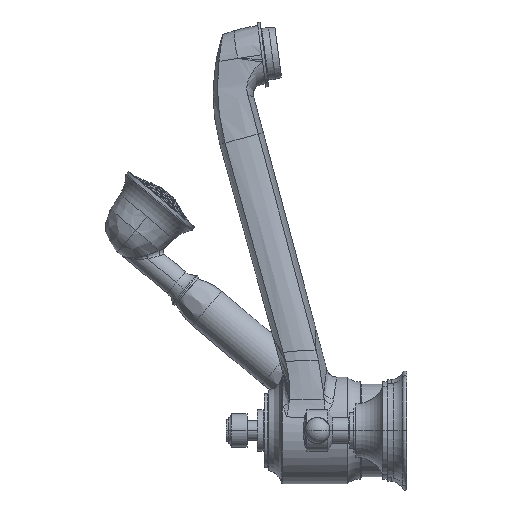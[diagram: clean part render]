
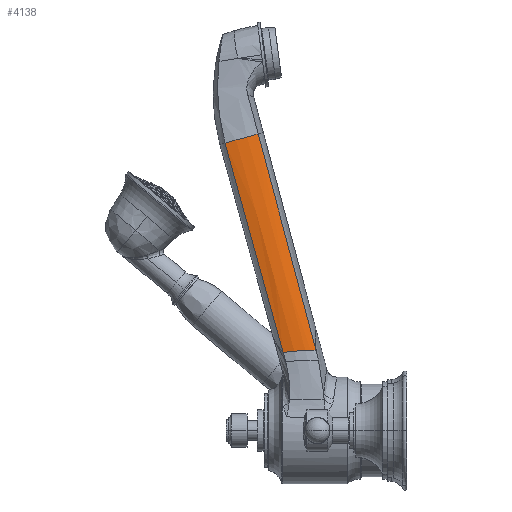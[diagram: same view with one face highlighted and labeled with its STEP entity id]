
A CAD part, left-side view. The second image highlights one B-rep face of the part: STEP entity #4138.
In plain terms, the highlighted free-form (B-spline) face has degree [3, 3] with [4, 4] control points.
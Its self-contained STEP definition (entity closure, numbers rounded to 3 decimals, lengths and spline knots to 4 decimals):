
#1073=CARTESIAN_POINT('',(-1.1034,2.1757,1.9241));
#1075=CARTESIAN_POINT('',(-1.1019,2.9647,1.8719));
#1076=CARTESIAN_POINT('',(-1.1691,2.6995,1.9049));
#1077=CARTESIAN_POINT('',(-1.1691,2.4262,1.9256));
#1078=CARTESIAN_POINT('',(-1.1034,2.1757,1.9241));
#1104=CARTESIAN_POINT('',(-1.1034,2.1757,1.9241));
#1105=CARTESIAN_POINT('',(-0.9858,2.6399,
3.6564));
#1106=CARTESIAN_POINT('',(-0.8781,3.1107,
5.4135));
#1107=CARTESIAN_POINT('',(-0.7849,3.5642,
7.1059));
#1109=CARTESIAN_POINT('',(-0.7916,4.3554,
6.8865));
#1110=CARTESIAN_POINT('',(-0.8353,4.0938,
6.9591));
#1111=CARTESIAN_POINT('',(-0.833,3.8251,
7.0336));
#1112=CARTESIAN_POINT('',(-0.7849,3.5642,
7.1059));
#1128=DIRECTION('',(0.06,0.267,0.962));
#1129=VECTOR('',#1128,5.2131);
#1130=CARTESIAN_POINT('',(-1.1019,2.9647,1.8719));
#1131=LINE('',#1130,#1129);
#1981=CARTESIAN_POINT('',(-1.1019,2.9647,1.8719));
#1983=VERTEX_POINT('',#1981);
#1984=CARTESIAN_POINT('',(-0.7916,4.3554,
6.8865));
#1985=VERTEX_POINT('',#1984);
#1996=VERTEX_POINT('',#1073);
#1997=VERTEX_POINT('',#1107);
#4113=CARTESIAN_POINT('',(-1.1019,2.9647,1.8719));
#4114=CARTESIAN_POINT('',(-1.1691,2.6995,1.9049));
#4115=CARTESIAN_POINT('',(-1.1691,2.4262,1.9256));
#4116=CARTESIAN_POINT('',(-1.1034,2.1757,1.9241));
#4117=CARTESIAN_POINT('',(-0.9989,3.4268,
3.5379));
#4118=CARTESIAN_POINT('',(-1.1155,3.1611,3.603));
#4119=CARTESIAN_POINT('',(-1.1103,2.8805,3.6483));
#4120=CARTESIAN_POINT('',(-0.9858,2.6399,
3.6564));
#4121=CARTESIAN_POINT('',(-0.8971,3.8829,
5.1825));
#4122=CARTESIAN_POINT('',(-0.9737,3.6263,
5.2654));
#4123=CARTESIAN_POINT('',(-0.9671,3.3583,
5.3455));
#4124=CARTESIAN_POINT('',(-0.8781,3.1107,
5.4135));
#4125=CARTESIAN_POINT('',(-0.7916,4.3554,
6.8865));
#4126=CARTESIAN_POINT('',(-0.8353,4.0938,
6.9591));
#4127=CARTESIAN_POINT('',(-0.833,3.8251,
7.0336));
#4128=CARTESIAN_POINT('',(-0.7849,3.5642,
7.1059));
#4129=B_SPLINE_SURFACE_WITH_KNOTS('',3,3,((#4113,#4114,#4115,#4116),(#4117,
#4118,#4119,#4120),(#4121,#4122,#4123,#4124),(#4125,#4126,#4127,#4128)),
.UNSPECIFIED.,.F.,.F.,.F.,(4,4),(4,4),(0.0752,0.352),(
0.,1.),.UNSPECIFIED.);
#4130=ORIENTED_EDGE('',*,*,#4103,.F.);
#4131=ORIENTED_EDGE('',*,*,#4030,.F.);
#4133=ORIENTED_EDGE('',*,*,#4132,.T.);
#4135=ORIENTED_EDGE('',*,*,#4134,.T.);
#4136=EDGE_LOOP('',(#4130,#4131,#4133,#4135));
#4137=FACE_OUTER_BOUND('',#4136,.F.);
#4138=ADVANCED_FACE('',(#4137),#4129,.F.);
#1079=B_SPLINE_CURVE_WITH_KNOTS('',3,(#1075,#1076,#1077,#1078),.UNSPECIFIED.,
.F.,.F.,(4,4),(0.,1.),.UNSPECIFIED.);
#1108=B_SPLINE_CURVE_WITH_KNOTS('',3,(#1104,#1105,#1106,#1107),.UNSPECIFIED.,
.F.,.F.,(4,4),(0.,1.),.UNSPECIFIED.);
#1113=B_SPLINE_CURVE_WITH_KNOTS('',3,(#1109,#1110,#1111,#1112),.UNSPECIFIED.,
.F.,.F.,(4,4),(0.,1.),.UNSPECIFIED.);
#4030=EDGE_CURVE('',#1983,#1996,#1079,.T.);
#4103=EDGE_CURVE('',#1996,#1997,#1108,.T.);
#4132=EDGE_CURVE('',#1983,#1985,#1131,.T.);
#4134=EDGE_CURVE('',#1985,#1997,#1113,.T.);
